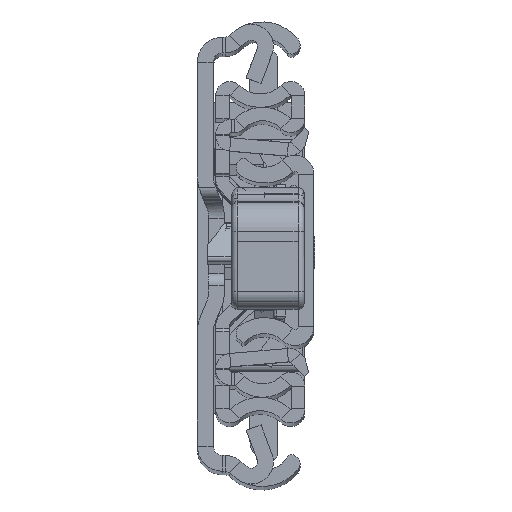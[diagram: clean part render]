
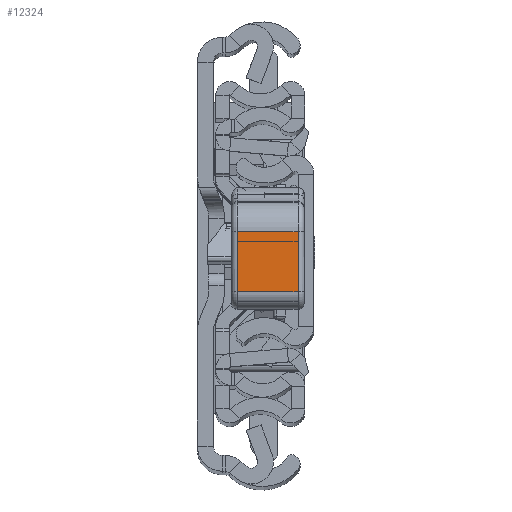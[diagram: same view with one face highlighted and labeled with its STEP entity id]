
A CAD part, top view. The second image highlights one B-rep face of the part: STEP entity #12324.
In plain terms, the highlighted face is planar.
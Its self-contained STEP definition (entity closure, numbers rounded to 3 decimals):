
#534 = VECTOR ( 'NONE', #10692, 1000. ) ;
#1630 = PLANE ( 'NONE',  #2927 ) ;
#1739 = VERTEX_POINT ( 'NONE', #11444 ) ;
#2927 = AXIS2_PLACEMENT_3D ( 'NONE', #3698, #6301, #25265 ) ;
#3698 = CARTESIAN_POINT ( 'NONE',  ( 39.55, -12.274, 11. ) ) ;
#5595 = EDGE_CURVE ( 'NONE', #6762, #30520, #7448, .T. ) ;
#5982 = ORIENTED_EDGE ( 'NONE', *, *, #18681, .T. ) ;
#6301 = DIRECTION ( 'NONE',  ( -1., 0.027, 0. ) ) ;
#6639 = FACE_OUTER_BOUND ( 'NONE', #20829, .T. ) ;
#6762 = VERTEX_POINT ( 'NONE', #15725 ) ;
#7448 = LINE ( 'NONE', #13285, #27919 ) ;
#7724 = EDGE_CURVE ( 'NONE', #9616, #1739, #26279, .T. ) ;
#9616 = VERTEX_POINT ( 'NONE', #16101 ) ;
#10692 = DIRECTION ( 'NONE',  ( 0., 0., -1. ) ) ;
#10944 = VECTOR ( 'NONE', #25605, 1000. ) ;
#11444 = CARTESIAN_POINT ( 'NONE',  ( 39.818, -2.465, 0. ) ) ;
#11486 = VECTOR ( 'NONE', #14988, 1000. ) ;
#12324 = ADVANCED_FACE ( 'NONE', ( #6639 ), #1630, .F. ) ;
#13285 = CARTESIAN_POINT ( 'NONE',  ( 39.55, -12.274, 10. ) ) ;
#14988 = DIRECTION ( 'NONE',  ( 0., 0., 1. ) ) ;
#15725 = CARTESIAN_POINT ( 'NONE',  ( 39.818, -2.465, 10. ) ) ;
#15879 = CARTESIAN_POINT ( 'NONE',  ( 39.55, -12.274, 11. ) ) ;
#16101 = CARTESIAN_POINT ( 'NONE',  ( 39.55, -12.274, 0. ) ) ;
#18133 = DIRECTION ( 'NONE',  ( -0.027, -1., 0. ) ) ;
#18681 = EDGE_CURVE ( 'NONE', #30520, #9616, #29008, .T. ) ;
#19121 = ORIENTED_EDGE ( 'NONE', *, *, #31955, .T. ) ;
#20712 = CARTESIAN_POINT ( 'NONE',  ( 39.55, -12.274, 10. ) ) ;
#20763 = CARTESIAN_POINT ( 'NONE',  ( 39.55, -12.274, 0. ) ) ;
#20829 = EDGE_LOOP ( 'NONE', ( #5982, #31029, #19121, #24983 ) ) ;
#22748 = LINE ( 'NONE', #25344, #11486 ) ;
#24983 = ORIENTED_EDGE ( 'NONE', *, *, #5595, .T. ) ;
#25265 = DIRECTION ( 'NONE',  ( -0.027, -1., 0. ) ) ;
#25344 = CARTESIAN_POINT ( 'NONE',  ( 39.818, -2.465, 11. ) ) ;
#25605 = DIRECTION ( 'NONE',  ( 0.027, 1., 0. ) ) ;
#26279 = LINE ( 'NONE', #20763, #10944 ) ;
#27919 = VECTOR ( 'NONE', #18133, 1000. ) ;
#29008 = LINE ( 'NONE', #15879, #534 ) ;
#30520 = VERTEX_POINT ( 'NONE', #20712 ) ;
#31029 = ORIENTED_EDGE ( 'NONE', *, *, #7724, .T. ) ;
#31955 = EDGE_CURVE ( 'NONE', #1739, #6762, #22748, .T. ) ;
